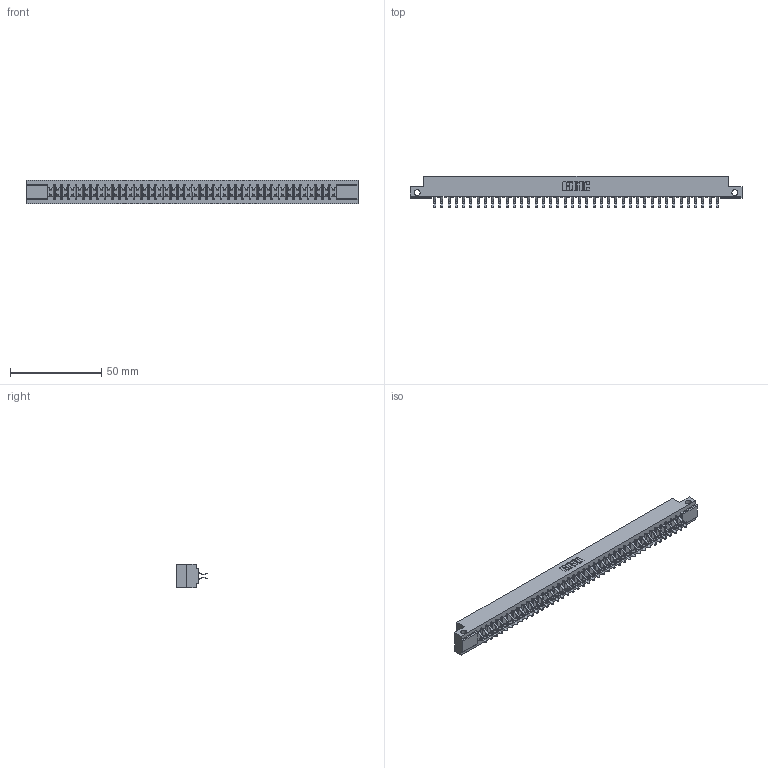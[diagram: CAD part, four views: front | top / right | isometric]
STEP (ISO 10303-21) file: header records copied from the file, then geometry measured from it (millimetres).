
FILE_DESCRIPTION (( 'STEP AP203' ), '1' );
FILE_NAME ('307-080-556-212.STEP', '2019-09-07T00:05:55', ( '' ), ( '' ), 'SwSTEP 2.0', 'SolidWorks 2016', '' );
FILE_SCHEMA (( 'CONFIG_CONTROL_DESIGN' ));
Length unit declared in the file: inch
Products named in the file (3): 307-290-001_556; 307-080-556-212; 307 Part_.128 Dia Side Mounting Holes
Assembly tree (81 placements, depth 2):
  307-080-556-212
    307 Part_.128 Dia Side Mounting Holes
    307-290-001_556  x80
Bounding box: 181.51 x 16.97 x 12.7 mm (x, y, z)
Volume: 19130.5 mm3; surface area: 23141.6 mm2
Topology: 81 solids, 81 shells, 4159 faces, 11683 edges, 7570 vertices
Faces by surface type: plane 2710, cylinder 1367, sphere 82
Entity records: 35924 total; most frequent: CARTESIAN_POINT 5876, ORIENTED_EDGE 5822, DIRECTION 5757, EDGE_CURVE 2911, VECTOR 2231, LINE 2231, VERTEX_POINT 1882, AXIS2_PLACEMENT_3D 1763
